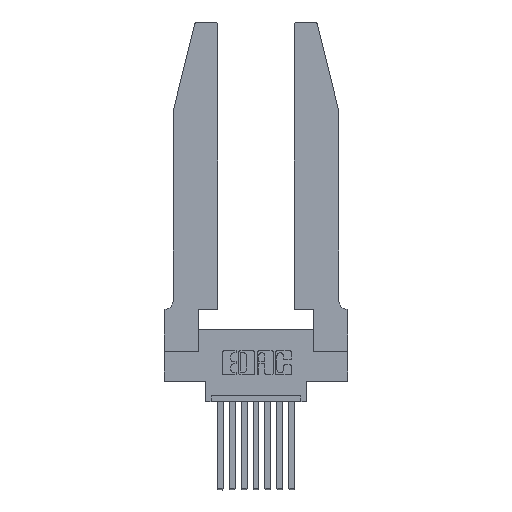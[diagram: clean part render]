
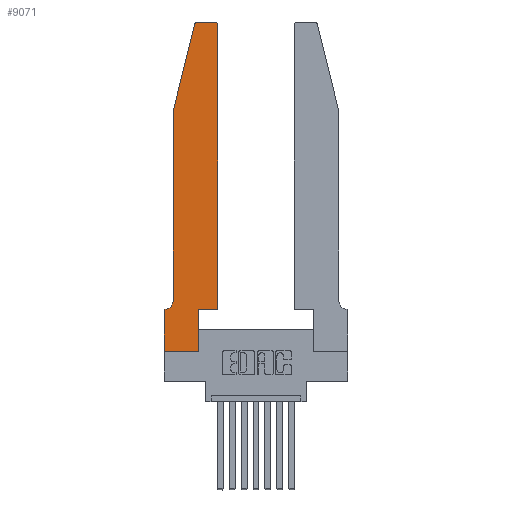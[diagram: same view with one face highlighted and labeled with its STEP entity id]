
A CAD part, top view. The second image highlights one B-rep face of the part: STEP entity #9071.
In plain terms, the highlighted planar face has unit normal (0, 0, 1).
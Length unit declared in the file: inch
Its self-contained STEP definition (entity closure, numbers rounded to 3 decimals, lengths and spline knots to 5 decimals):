
#64 = EDGE_CURVE ( 'NONE', #1521, #2531, #3073, .T. ) ;
#398 = VERTEX_POINT ( 'NONE', #6375 ) ;
#446 = ORIENTED_EDGE ( 'NONE', *, *, #2204, .T. ) ;
#516 = LINE ( 'NONE', #14266, #1381 ) ;
#555 = VECTOR ( 'NONE', #1805, 39.37008 ) ;
#761 = AXIS2_PLACEMENT_3D ( 'NONE', #8019, #9036, #11312 ) ;
#810 = CIRCLE ( 'NONE', #761, 0.03 ) ;
#1325 = CARTESIAN_POINT ( 'NONE',  ( 0.0755, 2., 0.37 ) ) ;
#1335 = LINE ( 'NONE', #11093, #9151 ) ;
#1381 = VECTOR ( 'NONE', #1870, 39.37008 ) ;
#1461 = VERTEX_POINT ( 'NONE', #7001 ) ;
#1521 = VERTEX_POINT ( 'NONE', #11511 ) ;
#1805 = DIRECTION ( 'NONE',  ( 0., 1., 0. ) ) ;
#1870 = DIRECTION ( 'NONE',  ( -0.239, -0.971, 0. ) ) ;
#1972 = EDGE_CURVE ( 'NONE', #13242, #10836, #9953, .T. ) ;
#2009 = VERTEX_POINT ( 'NONE', #14616 ) ;
#2181 = LINE ( 'NONE', #12722, #2706 ) ;
#2204 = EDGE_CURVE ( 'NONE', #10836, #1521, #3546, .T. ) ;
#2531 = VERTEX_POINT ( 'NONE', #9948 ) ;
#2706 = VECTOR ( 'NONE', #9845, 39.37008 ) ;
#2839 = CARTESIAN_POINT ( 'NONE',  ( 0.0055, 0.35, 0.37 ) ) ;
#2963 = VECTOR ( 'NONE', #8149, 39.37008 ) ;
#2998 = DIRECTION ( 'NONE',  ( 0., 0., 1. ) ) ;
#3024 = CARTESIAN_POINT ( 'NONE',  ( 0.0055, 0.42, 0.37 ) ) ;
#3029 = CARTESIAN_POINT ( 'NONE',  ( 0.0755, 0.35, 0.37 ) ) ;
#3073 = LINE ( 'NONE', #12300, #11772 ) ;
#3125 = ORIENTED_EDGE ( 'NONE', *, *, #12421, .T. ) ;
#3240 = VERTEX_POINT ( 'NONE', #8967 ) ;
#3369 = EDGE_CURVE ( 'NONE', #2531, #10405, #810, .T. ) ;
#3546 = CIRCLE ( 'NONE', #7681, 0.03 ) ;
#4146 = ORIENTED_EDGE ( 'NONE', *, *, #11494, .T. ) ;
#4231 = CARTESIAN_POINT ( 'NONE',  ( 0.4505, 2.72, 0.37 ) ) ;
#4302 = DIRECTION ( 'NONE',  ( 1., 0., 0. ) ) ;
#4473 = EDGE_CURVE ( 'NONE', #8860, #7472, #13281, .T. ) ;
#4760 = CIRCLE ( 'NONE', #5935, 0.07 ) ;
#4800 = ORIENTED_EDGE ( 'NONE', *, *, #64, .T. ) ;
#4906 = CARTESIAN_POINT ( 'NONE',  ( 0.4205, 2.72, 0.37 ) ) ;
#5401 = ORIENTED_EDGE ( 'NONE', *, *, #3369, .T. ) ;
#5935 = AXIS2_PLACEMENT_3D ( 'NONE', #3024, #7697, #12102 ) ;
#5973 = LINE ( 'NONE', #1325, #2963 ) ;
#6317 = CARTESIAN_POINT ( 'NONE',  ( 0.2865, 0.35, 0.37 ) ) ;
#6375 = CARTESIAN_POINT ( 'NONE',  ( 0.2865, 0.35, 0.37 ) ) ;
#6604 = DIRECTION ( 'NONE',  ( -1., 0., 0. ) ) ;
#6886 = CARTESIAN_POINT ( 'NONE',  ( 0., 0.35, 0.37 ) ) ;
#6889 = EDGE_CURVE ( 'NONE', #2009, #3240, #1335, .T. ) ;
#7001 = CARTESIAN_POINT ( 'NONE',  ( 0.0755, 2., 0.37 ) ) ;
#7282 = DIRECTION ( 'NONE',  ( 0., 0., 1. ) ) ;
#7472 = VERTEX_POINT ( 'NONE', #6886 ) ;
#7497 = CARTESIAN_POINT ( 'NONE',  ( 0.4505, 0.35, 0.37 ) ) ;
#7573 = DIRECTION ( 'NONE',  ( 0., 1., 0. ) ) ;
#7681 = AXIS2_PLACEMENT_3D ( 'NONE', #4906, #7282, #11798 ) ;
#7697 = DIRECTION ( 'NONE',  ( 0., 0., -1. ) ) ;
#7829 = EDGE_CURVE ( 'NONE', #398, #13242, #2181, .T. ) ;
#8019 = CARTESIAN_POINT ( 'NONE',  ( 0.284, 2.72, 0.37 ) ) ;
#8023 = VERTEX_POINT ( 'NONE', #14329 ) ;
#8047 = ORIENTED_EDGE ( 'NONE', *, *, #6889, .T. ) ;
#8149 = DIRECTION ( 'NONE',  ( 0., -1., 0. ) ) ;
#8691 = PLANE ( 'NONE',  #10028 ) ;
#8860 = VERTEX_POINT ( 'NONE', #2839 ) ;
#8967 = CARTESIAN_POINT ( 'NONE',  ( 0.2865, 0., 0.37 ) ) ;
#9036 = DIRECTION ( 'NONE',  ( 0., 0., 1. ) ) ;
#9071 = ADVANCED_FACE ( 'NONE', ( #10150 ), #8691, .T. ) ;
#9151 = VECTOR ( 'NONE', #4302, 39.37008 ) ;
#9304 = CARTESIAN_POINT ( 'NONE',  ( 0., 0., 0.37 ) ) ;
#9328 = ORIENTED_EDGE ( 'NONE', *, *, #12636, .T. ) ;
#9739 = ORIENTED_EDGE ( 'NONE', *, *, #1972, .T. ) ;
#9749 = CARTESIAN_POINT ( 'NONE',  ( 0., 0.35, 0.37 ) ) ;
#9845 = DIRECTION ( 'NONE',  ( 1., 0., 0. ) ) ;
#9932 = DIRECTION ( 'NONE',  ( -1., 0., 0. ) ) ;
#9948 = CARTESIAN_POINT ( 'NONE',  ( 0.284, 2.75, 0.37 ) ) ;
#9953 = LINE ( 'NONE', #13140, #555 ) ;
#10028 = AXIS2_PLACEMENT_3D ( 'NONE', #9749, #2998, #13183 ) ;
#10070 = VECTOR ( 'NONE', #7573, 39.37008 ) ;
#10150 = FACE_OUTER_BOUND ( 'NONE', #10941, .T. ) ;
#10257 = LINE ( 'NONE', #9304, #12916 ) ;
#10405 = VERTEX_POINT ( 'NONE', #11135 ) ;
#10836 = VERTEX_POINT ( 'NONE', #4231 ) ;
#10941 = EDGE_LOOP ( 'NONE', ( #4800, #5401, #11687, #3125, #4146, #11604, #14431, #8047, #9328, #14303, #9739, #446 ) ) ;
#11093 = CARTESIAN_POINT ( 'NONE',  ( 0., 0., 0.37 ) ) ;
#11119 = LINE ( 'NONE', #6317, #10070 ) ;
#11135 = CARTESIAN_POINT ( 'NONE',  ( 0.25487, 2.72718, 0.37 ) ) ;
#11312 = DIRECTION ( 'NONE',  ( 1., 0., 0. ) ) ;
#11494 = EDGE_CURVE ( 'NONE', #8023, #8860, #4760, .T. ) ;
#11511 = CARTESIAN_POINT ( 'NONE',  ( 0.4205, 2.75, 0.37 ) ) ;
#11604 = ORIENTED_EDGE ( 'NONE', *, *, #4473, .T. ) ;
#11687 = ORIENTED_EDGE ( 'NONE', *, *, #13790, .T. ) ;
#11772 = VECTOR ( 'NONE', #9932, 39.37008 ) ;
#11798 = DIRECTION ( 'NONE',  ( 1., 0., 0. ) ) ;
#12102 = DIRECTION ( 'NONE',  ( -1., 0., 0. ) ) ;
#12300 = CARTESIAN_POINT ( 'NONE',  ( 0.2605, 2.75, 0.37 ) ) ;
#12421 = EDGE_CURVE ( 'NONE', #1461, #8023, #5973, .T. ) ;
#12636 = EDGE_CURVE ( 'NONE', #3240, #398, #11119, .T. ) ;
#12722 = CARTESIAN_POINT ( 'NONE',  ( 0.4505, 0.35, 0.37 ) ) ;
#12886 = DIRECTION ( 'NONE',  ( 0., -1., 0. ) ) ;
#12916 = VECTOR ( 'NONE', #12886, 39.37008 ) ;
#13140 = CARTESIAN_POINT ( 'NONE',  ( 0.4505, 0.35, 0.37 ) ) ;
#13183 = DIRECTION ( 'NONE',  ( 1., 0., 0. ) ) ;
#13242 = VERTEX_POINT ( 'NONE', #7497 ) ;
#13281 = LINE ( 'NONE', #3029, #13800 ) ;
#13790 = EDGE_CURVE ( 'NONE', #10405, #1461, #516, .T. ) ;
#13800 = VECTOR ( 'NONE', #6604, 39.37008 ) ;
#14225 = EDGE_CURVE ( 'NONE', #7472, #2009, #10257, .T. ) ;
#14266 = CARTESIAN_POINT ( 'NONE',  ( 0.0755, 2., 0.37 ) ) ;
#14303 = ORIENTED_EDGE ( 'NONE', *, *, #7829, .T. ) ;
#14329 = CARTESIAN_POINT ( 'NONE',  ( 0.0755, 0.42, 0.37 ) ) ;
#14431 = ORIENTED_EDGE ( 'NONE', *, *, #14225, .T. ) ;
#14616 = CARTESIAN_POINT ( 'NONE',  ( 0., 0., 0.37 ) ) ;
